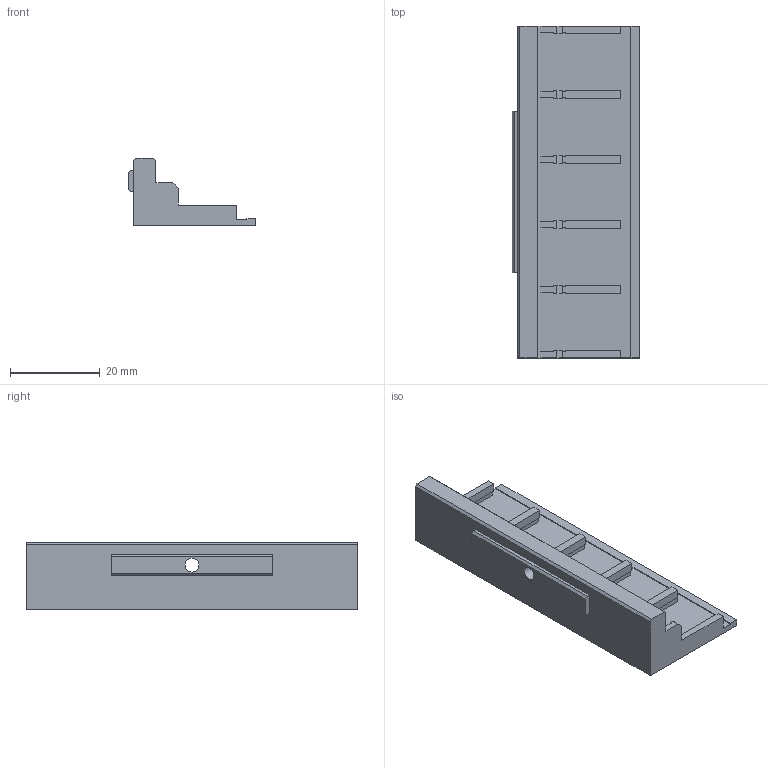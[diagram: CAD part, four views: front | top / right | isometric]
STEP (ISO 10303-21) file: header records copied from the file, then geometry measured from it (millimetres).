
FILE_DESCRIPTION(/* description */ ('STEP AP214'),/* implementation_level */ '2;1');
FILE_NAME(/* name */ '613678bcb6a439665aa40a99',/* time_stamp */ '2021-09-06T20:23:25+00:00',/* author */ (''),/* organization */ (''),/* preprocessor_version */ 'ST-DEVELOPER v18.1',/* originating_system */ ' ',/* authorisation */ ' ');
FILE_SCHEMA (('AUTOMOTIVE_DESIGN {1 0 10303 214 3 1 1}'));
Length unit declared in the file: metre
Products named in the file (1): Tray
Bounding box: 28.45 x 73.85 x 15.13 mm (x, y, z)
Volume: 8709.5 mm3; surface area: 7737.8 mm2
Topology: 1 solids, 1 shells, 142 faces, 392 edges, 258 vertices
Faces by surface type: plane 140, cylinder 2
Full cylindrical faces by diameter (mm): 3.1 x1, 5.75 x1
Entity records: 4444 total; most frequent: CARTESIAN_POINT 791, ORIENTED_EDGE 780, DIRECTION 680, EDGE_CURVE 390, LINE 386, VECTOR 386, VERTEX_POINT 258, EDGE_LOOP 152
